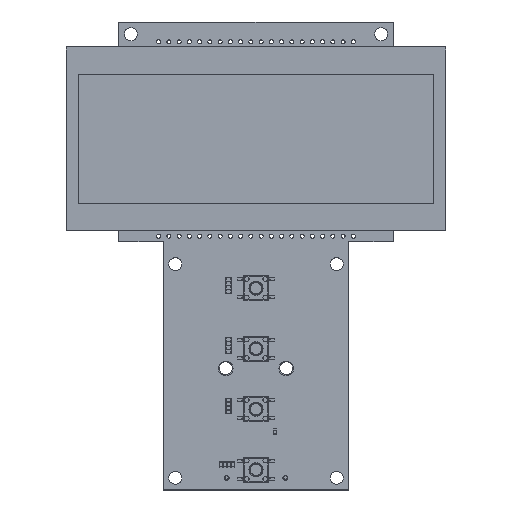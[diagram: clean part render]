
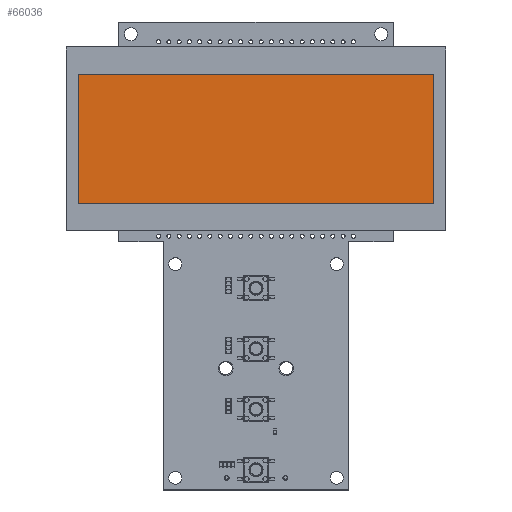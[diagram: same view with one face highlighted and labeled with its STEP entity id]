
A CAD part, top view. The second image highlights one B-rep face of the part: STEP entity #66036.
In plain terms, the highlighted planar face has unit normal (0, 0, 1).
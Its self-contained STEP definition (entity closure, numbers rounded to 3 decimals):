
#65907 = VERTEX_POINT('',#65908);
#65908 = CARTESIAN_POINT('',(-44.,16.,0.1));
#65914 = EDGE_CURVE('',#65907,#65915,#65917,.T.);
#65915 = VERTEX_POINT('',#65916);
#65916 = CARTESIAN_POINT('',(44.,16.,0.1));
#65917 = LINE('',#65918,#65919);
#65918 = CARTESIAN_POINT('',(-44.,16.,0.1));
#65919 = VECTOR('',#65920,1.);
#65920 = DIRECTION('',(1.,0.,0.));
#65945 = EDGE_CURVE('',#65915,#65946,#65948,.T.);
#65946 = VERTEX_POINT('',#65947);
#65947 = CARTESIAN_POINT('',(44.,-16.,0.1));
#65948 = LINE('',#65949,#65950);
#65949 = CARTESIAN_POINT('',(44.,16.,0.1));
#65950 = VECTOR('',#65951,1.);
#65951 = DIRECTION('',(0.,-1.,0.));
#65976 = EDGE_CURVE('',#65946,#65977,#65979,.T.);
#65977 = VERTEX_POINT('',#65978);
#65978 = CARTESIAN_POINT('',(-44.,-16.,0.1));
#65979 = LINE('',#65980,#65981);
#65980 = CARTESIAN_POINT('',(44.,-16.,0.1));
#65981 = VECTOR('',#65982,1.);
#65982 = DIRECTION('',(-1.,0.,0.));
#66007 = EDGE_CURVE('',#65977,#65907,#66008,.T.);
#66008 = LINE('',#66009,#66010);
#66009 = CARTESIAN_POINT('',(-44.,-16.,0.1));
#66010 = VECTOR('',#66011,1.);
#66011 = DIRECTION('',(0.,1.,0.));
#66036 = ADVANCED_FACE('',(#66037),#66043,.F.);
#66037 = FACE_BOUND('',#66038,.F.);
#66038 = EDGE_LOOP('',(#66039,#66040,#66041,#66042));
#66039 = ORIENTED_EDGE('',*,*,#65914,.T.);
#66040 = ORIENTED_EDGE('',*,*,#65945,.T.);
#66041 = ORIENTED_EDGE('',*,*,#65976,.T.);
#66042 = ORIENTED_EDGE('',*,*,#66007,.T.);
#66043 = PLANE('',#66044);
#66044 = AXIS2_PLACEMENT_3D('',#66045,#66046,#66047);
#66045 = CARTESIAN_POINT('',(0.,0.,
    0.1));
#66046 = DIRECTION('',(-0.,-0.,-1.));
#66047 = DIRECTION('',(-1.,0.,0.));
